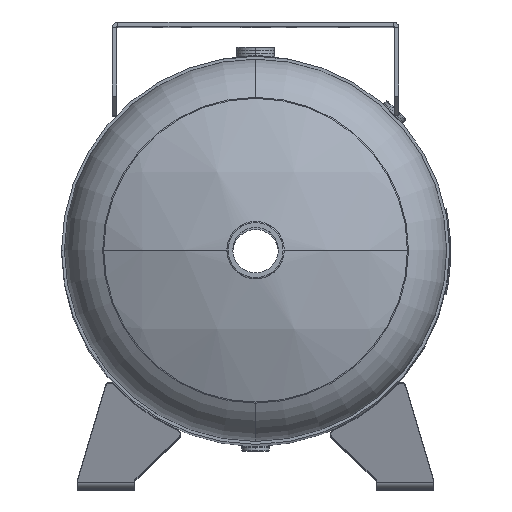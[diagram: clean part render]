
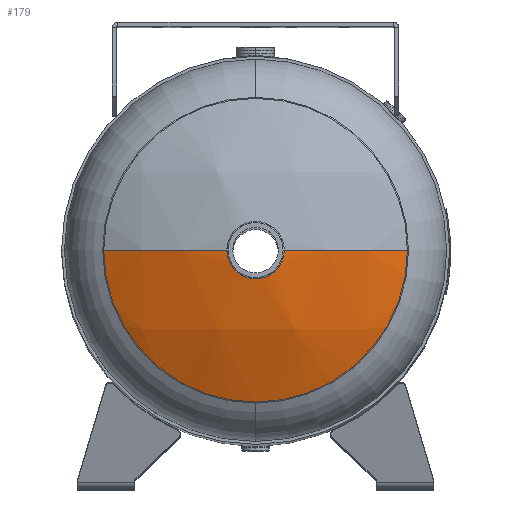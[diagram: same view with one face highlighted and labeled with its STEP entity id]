
A CAD part, top view. The second image highlights one B-rep face of the part: STEP entity #179.
In plain terms, the highlighted spherical face has radius 457.2 mm.
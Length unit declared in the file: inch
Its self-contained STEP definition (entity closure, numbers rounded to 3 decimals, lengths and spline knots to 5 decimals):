
#179 = ADVANCED_FACE ( 'NONE', ( #3593 ), #3595, .T. ) ;
#1037 = VERTEX_POINT ( 'NONE', #3152 ) ;
#1089 = VERTEX_POINT ( 'NONE', #3204 ) ;
#1095 = VERTEX_POINT ( 'NONE', #3210 ) ;
#1198 = VERTEX_POINT ( 'NONE', #3313 ) ;
#1200 = VERTEX_POINT ( 'NONE', #3315 ) ;
#1339 = ORIENTED_EDGE ( 'NONE', *, *, #7847, .F. ) ;
#1340 = ORIENTED_EDGE ( 'NONE', *, *, #7846, .F. ) ;
#1341 = ORIENTED_EDGE ( 'NONE', *, *, #7845, .F. ) ;
#1342 = ORIENTED_EDGE ( 'NONE', *, *, #7906, .T. ) ;
#1343 = ORIENTED_EDGE ( 'NONE', *, *, #7830, .F. ) ;
#1485 = CARTESIAN_POINT ( 'NONE',  ( 0., 0., 13.5 ) ) ;
#1486 = DIRECTION ( 'NONE',  ( 0., -1., 0. ) ) ;
#1487 = DIRECTION ( 'NONE',  ( 1., 0., 0. ) ) ;
#2739 = EDGE_LOOP ( 'NONE', ( #1343, #1342, #1341, #1340, #1339 ) ) ;
#3152 = CARTESIAN_POINT ( 'NONE',  ( -8., 0., 29.62452 ) ) ;
#3204 = CARTESIAN_POINT ( 'NONE',  ( 1.5025, 0., 31.43718 ) ) ;
#3210 = CARTESIAN_POINT ( 'NONE',  ( -1.5025, 0., 31.43718 ) ) ;
#3313 = CARTESIAN_POINT ( 'NONE',  ( 8., 0., 29.62452 ) ) ;
#3315 = CARTESIAN_POINT ( 'NONE',  ( 0., -8., 29.62452 ) ) ;
#3592 = CARTESIAN_POINT ( 'NONE',  ( 0., 0., 13.5 ) ) ;
#3593 = FACE_OUTER_BOUND ( 'NONE', #2739, .T. ) ;
#3595 = SPHERICAL_SURFACE ( 'NONE', #11601, 18. ) ;
#3596 = DIRECTION ( 'NONE',  ( 0., -1., 0. ) ) ;
#3597 = DIRECTION ( 'NONE',  ( 1., 0., 0. ) ) ;
#4996 = AXIS2_PLACEMENT_3D ( 'NONE', #6789, #6790, #6791 ) ;
#4998 = AXIS2_PLACEMENT_3D ( 'NONE', #6785, #6786, #6787 ) ;
#5000 = AXIS2_PLACEMENT_3D ( 'NONE', #6782, #6783, #6784 ) ;
#5001 = CIRCLE ( 'NONE', #5000, 8. ) ;
#5003 = CIRCLE ( 'NONE', #4998, 8. ) ;
#5005 = CIRCLE ( 'NONE', #4996, 18. ) ;
#5017 = AXIS2_PLACEMENT_3D ( 'NONE', #6532, #6533, #6534 ) ;
#5022 = CIRCLE ( 'NONE', #5017, 1.5025 ) ;
#6102 = AXIS2_PLACEMENT_3D ( 'NONE', #1485, #1486, #1487 ) ;
#6122 = CIRCLE ( 'NONE', #6102, 18. ) ;
#6532 = CARTESIAN_POINT ( 'NONE',  ( 0., 0., 31.43718 ) ) ;
#6533 = DIRECTION ( 'NONE',  ( 0., 0., 1. ) ) ;
#6534 = DIRECTION ( 'NONE',  ( -1., 0., 0. ) ) ;
#6782 = CARTESIAN_POINT ( 'NONE',  ( 0., 0., 29.62452 ) ) ;
#6783 = DIRECTION ( 'NONE',  ( 0., 0., -1. ) ) ;
#6784 = DIRECTION ( 'NONE',  ( 0., 1., 0. ) ) ;
#6785 = CARTESIAN_POINT ( 'NONE',  ( 0., 0., 29.62452 ) ) ;
#6786 = DIRECTION ( 'NONE',  ( 0., 0., -1. ) ) ;
#6787 = DIRECTION ( 'NONE',  ( 0., 1., 0. ) ) ;
#6789 = CARTESIAN_POINT ( 'NONE',  ( 0., 0., 13.5 ) ) ;
#6790 = DIRECTION ( 'NONE',  ( 0., 1., 0. ) ) ;
#6791 = DIRECTION ( 'NONE',  ( 0., 0., 1. ) ) ;
#7830 = EDGE_CURVE ( 'NONE', #1095, #1089, #5022, .T. ) ;
#7845 = EDGE_CURVE ( 'NONE', #1200, #1037, #5001, .T. ) ;
#7846 = EDGE_CURVE ( 'NONE', #1198, #1200, #5003, .T. ) ;
#7847 = EDGE_CURVE ( 'NONE', #1089, #1198, #5005, .T. ) ;
#7906 = EDGE_CURVE ( 'NONE', #1095, #1037, #6122, .T. ) ;
#11601 = AXIS2_PLACEMENT_3D ( 'NONE', #3592, #3596, #3597 ) ;
